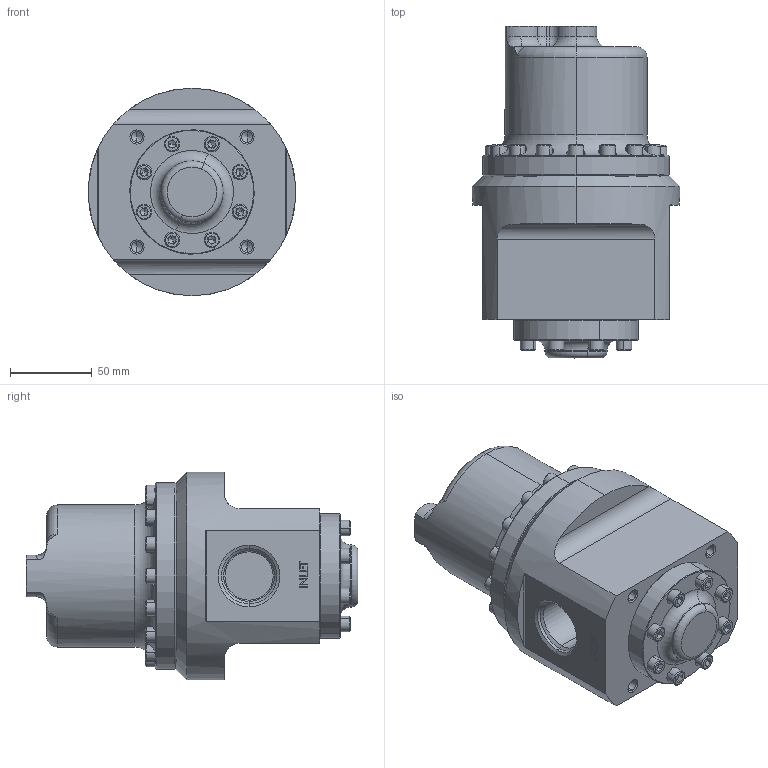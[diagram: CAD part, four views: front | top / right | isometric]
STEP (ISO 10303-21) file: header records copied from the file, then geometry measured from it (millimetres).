
FILE_DESCRIPTION (( 'STEP AP214' ), '1' );
FILE_NAME ('09037 (Solid).STEP', '2012-06-01T19:25:36', ( 'Tom' ), ( 'Windows User' ), 'SwSTEP 2.0', 'SolidWorks 2012', '' );
FILE_SCHEMA (( 'AUTOMOTIVE_DESIGN' ));
Length unit declared in the file: inch
Products named in the file (6): Socket Head Cap Screw_AI_HX-SHCS 0.25-20x1x1-N; Socket Head Cap Screw_AI_HX-SHCS 0.112-40x0.375x0.375-N; 09037101 (Solid); 09037102 (Solid); 09037100 (Solid); 09037 (Solid)
Assembly tree (28 placements, depth 2):
  09037 (Solid)
    09037100 (Solid)
    09037102 (Solid)
    09037101 (Solid)
    Socket Head Cap Screw_AI_HX-SHCS 0.112-40x0.375x0.375-N
    Socket Head Cap Screw_AI_HX-SHCS 0.25-20x1x1-N  x24
Bounding box: 127 x 203.2 x 127 mm (x, y, z)
Volume: 1429185.5 mm3; surface area: 162026.3 mm2
Topology: 28 solids, 28 shells, 1185 faces, 2716 edges, 1575 vertices
Faces by surface type: plane 493, cylinder 299, cone 294, torus 78, bspline 17, sphere 4
Entity records: 19946 total; most frequent: CARTESIAN_POINT 5461, DIRECTION 2921, ORIENTED_EDGE 2632, EDGE_CURVE 1316, AXIS2_PLACEMENT_3D 1124, VERTEX_POINT 816, LINE 673, VECTOR 673
